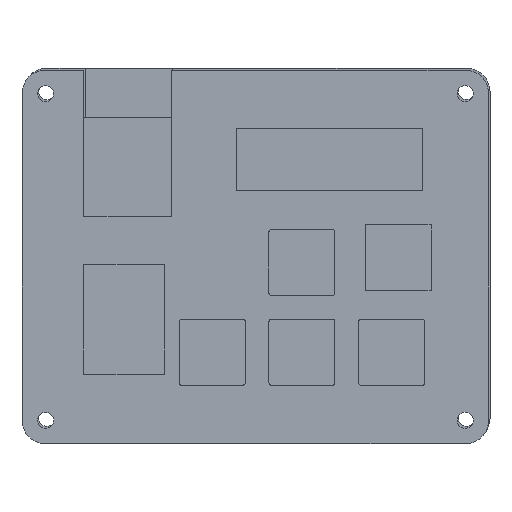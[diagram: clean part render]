
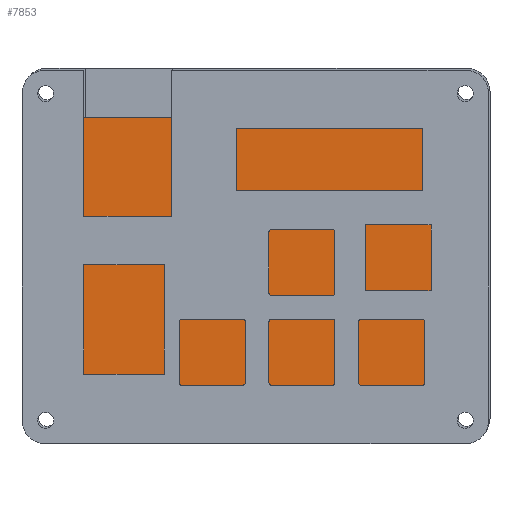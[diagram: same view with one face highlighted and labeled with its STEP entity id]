
A CAD part, top view. The second image highlights one B-rep face of the part: STEP entity #7853.
In plain terms, the highlighted planar face has unit normal (0, 0, 1).
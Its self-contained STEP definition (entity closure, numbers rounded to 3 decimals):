
#1151=FACE_OUTER_BOUND('',#1612,.T.);
#1612=EDGE_LOOP('',(#7196,#7197,#7198,#7199));
#2321=LINE('',#15012,#3020);
#2323=LINE('',#15016,#3022);
#2324=LINE('',#15018,#3023);
#2325=LINE('',#15019,#3024);
#3020=VECTOR('',#9391,10.);
#3022=VECTOR('',#9395,10.);
#3023=VECTOR('',#9396,10.);
#3024=VECTOR('',#9397,10.);
#3791=VERTEX_POINT('',#15009);
#3792=VERTEX_POINT('',#15011);
#3793=VERTEX_POINT('',#15015);
#3794=VERTEX_POINT('',#15017);
#4933=EDGE_CURVE('',#3791,#3792,#2321,.T.);
#4935=EDGE_CURVE('',#3793,#3791,#2323,.T.);
#4936=EDGE_CURVE('',#3794,#3793,#2324,.T.);
#4937=EDGE_CURVE('',#3792,#3794,#2325,.T.);
#7196=ORIENTED_EDGE('',*,*,#4933,.F.);
#7197=ORIENTED_EDGE('',*,*,#4935,.F.);
#7198=ORIENTED_EDGE('',*,*,#4936,.F.);
#7199=ORIENTED_EDGE('',*,*,#4937,.F.);
#7447=PLANE('',#8150);
#7853=ADVANCED_FACE('',(#1151),#7447,.T.);
#8150=AXIS2_PLACEMENT_3D('',#15014,#9393,#9394);
#9391=DIRECTION('',(1.,0.,0.));
#9393=DIRECTION('center_axis',(0.,0.,1.));
#9394=DIRECTION('ref_axis',(-1.,0.,0.));
#9395=DIRECTION('',(0.,1.,0.));
#9396=DIRECTION('',(-1.,0.,0.));
#9397=DIRECTION('',(0.,-1.,0.));
#15009=CARTESIAN_POINT('',(-21.198,20.627,3.));
#15011=CARTESIAN_POINT('',(57.802,20.627,3.));
#15012=CARTESIAN_POINT('',(-1.448,20.627,3.));
#15014=CARTESIAN_POINT('Origin',(18.302,-9.023,3.));
#15015=CARTESIAN_POINT('',(-21.198,-38.673,3.));
#15016=CARTESIAN_POINT('',(-21.198,-23.848,3.));
#15017=CARTESIAN_POINT('',(57.802,-38.673,3.));
#15018=CARTESIAN_POINT('',(38.052,-38.673,3.));
#15019=CARTESIAN_POINT('',(57.802,5.802,3.));
